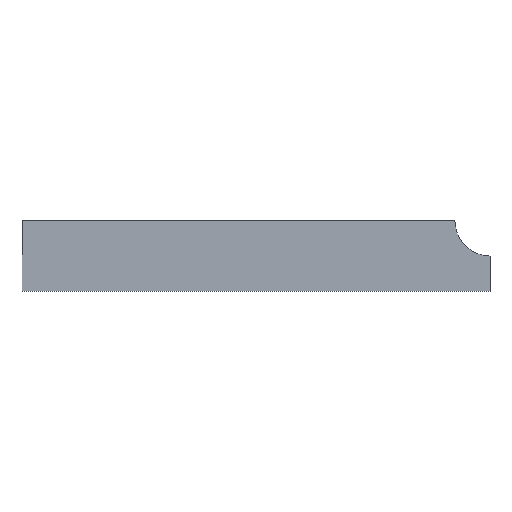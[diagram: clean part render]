
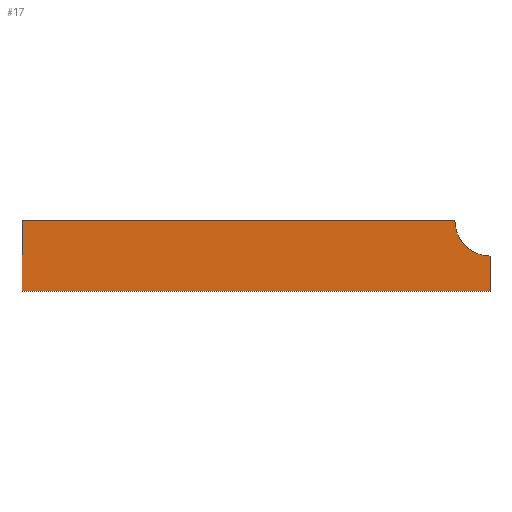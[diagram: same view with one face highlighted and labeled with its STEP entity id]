
A CAD part, top view. The second image highlights one B-rep face of the part: STEP entity #17.
In plain terms, the highlighted planar face has unit normal (0, 0, 1).
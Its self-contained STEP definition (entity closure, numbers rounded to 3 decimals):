
#17 = ADVANCED_FACE('',(#18),#32,.T.);
#18 = FACE_BOUND('',#19,.F.);
#19 = EDGE_LOOP('',(#20,#43,#60,#76,#92));
#20 = ORIENTED_EDGE('',*,*,#21,.T.);
#21 = EDGE_CURVE('',#22,#24,#26,.T.);
#22 = VERTEX_POINT('',#23);
#23 = CARTESIAN_POINT('',(-100.,0.,0.));
#24 = VERTEX_POINT('',#25);
#25 = CARTESIAN_POINT('',(-7.5,0.,0.));
#26 = SURFACE_CURVE('',#27,(#31),.PCURVE_S1.);
#27 = LINE('',#28,#29);
#28 = CARTESIAN_POINT('',(-100.,0.,0.));
#29 = VECTOR('',#30,1.);
#30 = DIRECTION('',(1.,0.,0.));
#31 = PCURVE('',#32,#37);
#32 = PLANE('',#33);
#33 = AXIS2_PLACEMENT_3D('',#34,#35,#36);
#34 = CARTESIAN_POINT('',(-50.855,-7.727,0.));
#35 = DIRECTION('',(0.,0.,1.));
#36 = DIRECTION('',(1.,0.,-0.));
#37 = DEFINITIONAL_REPRESENTATION('',(#38),#42);
#38 = LINE('',#39,#40);
#39 = CARTESIAN_POINT('',(-49.145,7.727));
#40 = VECTOR('',#41,1.);
#41 = DIRECTION('',(1.,0.));
#42 = ( GEOMETRIC_REPRESENTATION_CONTEXT(2) 
PARAMETRIC_REPRESENTATION_CONTEXT() REPRESENTATION_CONTEXT('2D SPACE',''
  ) );
#43 = ORIENTED_EDGE('',*,*,#44,.T.);
#44 = EDGE_CURVE('',#24,#45,#47,.T.);
#45 = VERTEX_POINT('',#46);
#46 = CARTESIAN_POINT('',(0.,-7.5,0.));
#47 = SURFACE_CURVE('',#48,(#53),.PCURVE_S1.);
#48 = CIRCLE('',#49,7.5);
#49 = AXIS2_PLACEMENT_3D('',#50,#51,#52);
#50 = CARTESIAN_POINT('',(0.,0.,0.));
#51 = DIRECTION('',(0.,0.,1.));
#52 = DIRECTION('',(1.,0.,0.));
#53 = PCURVE('',#32,#54);
#54 = DEFINITIONAL_REPRESENTATION('',(#55),#59);
#55 = CIRCLE('',#56,7.5);
#56 = AXIS2_PLACEMENT_2D('',#57,#58);
#57 = CARTESIAN_POINT('',(50.855,7.727));
#58 = DIRECTION('',(1.,0.));
#59 = ( GEOMETRIC_REPRESENTATION_CONTEXT(2) 
PARAMETRIC_REPRESENTATION_CONTEXT() REPRESENTATION_CONTEXT('2D SPACE',''
  ) );
#60 = ORIENTED_EDGE('',*,*,#61,.T.);
#61 = EDGE_CURVE('',#45,#62,#64,.T.);
#62 = VERTEX_POINT('',#63);
#63 = CARTESIAN_POINT('',(0.,-15.,0.));
#64 = SURFACE_CURVE('',#65,(#69),.PCURVE_S1.);
#65 = LINE('',#66,#67);
#66 = CARTESIAN_POINT('',(0.,-7.5,0.));
#67 = VECTOR('',#68,1.);
#68 = DIRECTION('',(0.,-1.,0.));
#69 = PCURVE('',#32,#70);
#70 = DEFINITIONAL_REPRESENTATION('',(#71),#75);
#71 = LINE('',#72,#73);
#72 = CARTESIAN_POINT('',(50.855,0.227));
#73 = VECTOR('',#74,1.);
#74 = DIRECTION('',(0.,-1.));
#75 = ( GEOMETRIC_REPRESENTATION_CONTEXT(2) 
PARAMETRIC_REPRESENTATION_CONTEXT() REPRESENTATION_CONTEXT('2D SPACE',''
  ) );
#76 = ORIENTED_EDGE('',*,*,#77,.T.);
#77 = EDGE_CURVE('',#62,#78,#80,.T.);
#78 = VERTEX_POINT('',#79);
#79 = CARTESIAN_POINT('',(-100.,-15.,0.));
#80 = SURFACE_CURVE('',#81,(#85),.PCURVE_S1.);
#81 = LINE('',#82,#83);
#82 = CARTESIAN_POINT('',(0.,-15.,0.));
#83 = VECTOR('',#84,1.);
#84 = DIRECTION('',(-1.,0.,0.));
#85 = PCURVE('',#32,#86);
#86 = DEFINITIONAL_REPRESENTATION('',(#87),#91);
#87 = LINE('',#88,#89);
#88 = CARTESIAN_POINT('',(50.855,-7.273));
#89 = VECTOR('',#90,1.);
#90 = DIRECTION('',(-1.,0.));
#91 = ( GEOMETRIC_REPRESENTATION_CONTEXT(2) 
PARAMETRIC_REPRESENTATION_CONTEXT() REPRESENTATION_CONTEXT('2D SPACE',''
  ) );
#92 = ORIENTED_EDGE('',*,*,#93,.T.);
#93 = EDGE_CURVE('',#78,#22,#94,.T.);
#94 = SURFACE_CURVE('',#95,(#99),.PCURVE_S1.);
#95 = LINE('',#96,#97);
#96 = CARTESIAN_POINT('',(-100.,-15.,0.));
#97 = VECTOR('',#98,1.);
#98 = DIRECTION('',(0.,1.,0.));
#99 = PCURVE('',#32,#100);
#100 = DEFINITIONAL_REPRESENTATION('',(#101),#105);
#101 = LINE('',#102,#103);
#102 = CARTESIAN_POINT('',(-49.145,-7.273));
#103 = VECTOR('',#104,1.);
#104 = DIRECTION('',(0.,1.));
#105 = ( GEOMETRIC_REPRESENTATION_CONTEXT(2) 
PARAMETRIC_REPRESENTATION_CONTEXT() REPRESENTATION_CONTEXT('2D SPACE',''
  ) );
